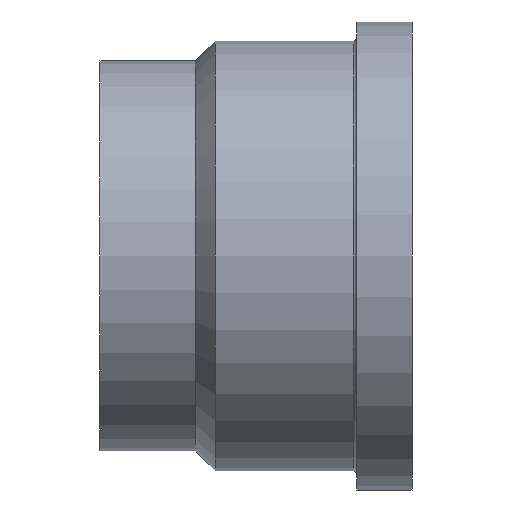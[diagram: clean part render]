
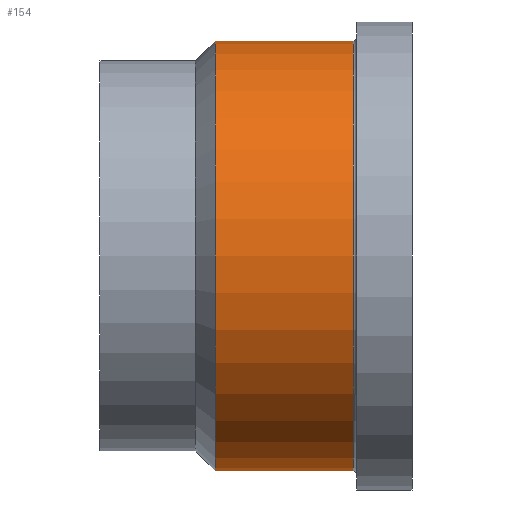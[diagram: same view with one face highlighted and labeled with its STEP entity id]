
A CAD part, front view. The second image highlights one B-rep face of the part: STEP entity #154.
In plain terms, the highlighted cylindrical face has radius 124 mm (diameter 248 mm), a full revolution.
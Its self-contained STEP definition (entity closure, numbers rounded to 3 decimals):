
#23=LINE('',#276,#30);
#30=VECTOR('',#222,124.);
#37=CYLINDRICAL_SURFACE('',#189,124.);
#43=FACE_OUTER_BOUND('',#54,.T.);
#54=EDGE_LOOP('',(#117,#118,#119,#120,#121));
#67=CIRCLE('',#185,124.);
#70=CIRCLE('',#188,124.);
#71=CIRCLE('',#190,124.);
#80=VERTEX_POINT('',#267);
#81=VERTEX_POINT('',#268);
#83=VERTEX_POINT('',#275);
#92=EDGE_CURVE('',#80,#81,#67,.T.);
#95=EDGE_CURVE('',#81,#80,#70,.T.);
#96=EDGE_CURVE('',#80,#83,#23,.T.);
#97=EDGE_CURVE('',#83,#83,#71,.T.);
#117=ORIENTED_EDGE('',*,*,#92,.F.);
#118=ORIENTED_EDGE('',*,*,#96,.T.);
#119=ORIENTED_EDGE('',*,*,#97,.T.);
#120=ORIENTED_EDGE('',*,*,#96,.F.);
#121=ORIENTED_EDGE('',*,*,#95,.F.);
#154=ADVANCED_FACE('',(#43),#37,.T.);
#185=AXIS2_PLACEMENT_3D('',#269,#212,#213);
#188=AXIS2_PLACEMENT_3D('',#273,#218,#219);
#189=AXIS2_PLACEMENT_3D('',#274,#220,#221);
#190=AXIS2_PLACEMENT_3D('',#277,#223,#224);
#212=DIRECTION('center_axis',(1.,0.,0.));
#213=DIRECTION('ref_axis',(0.,-1.,0.));
#218=DIRECTION('center_axis',(1.,0.,0.));
#219=DIRECTION('ref_axis',(0.,-1.,0.));
#220=DIRECTION('center_axis',(1.,0.,0.));
#221=DIRECTION('ref_axis',(0.,1.,0.));
#222=DIRECTION('',(-1.,0.,0.));
#223=DIRECTION('center_axis',(1.,0.,0.));
#224=DIRECTION('ref_axis',(0.,0.,-1.));
#267=CARTESIAN_POINT('',(146.,-124.,0.));
#268=CARTESIAN_POINT('',(146.,0.,124.));
#269=CARTESIAN_POINT('Origin',(146.,0.,0.));
#273=CARTESIAN_POINT('Origin',(146.,0.,0.));
#274=CARTESIAN_POINT('Origin',(107.25,0.,0.));
#275=CARTESIAN_POINT('',(66.5,-124.,0.));
#276=CARTESIAN_POINT('',(107.25,-124.,0.));
#277=CARTESIAN_POINT('Origin',(66.5,0.,0.));
